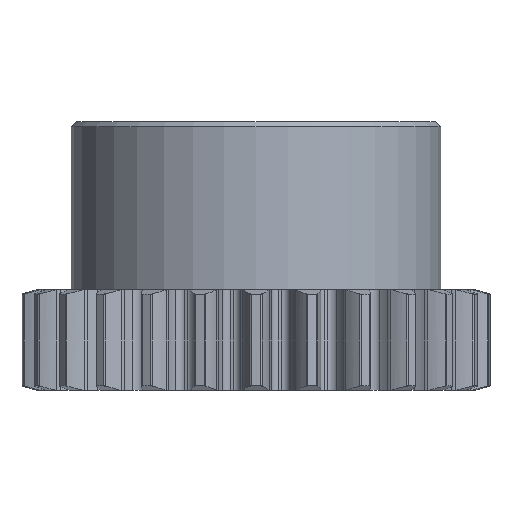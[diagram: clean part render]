
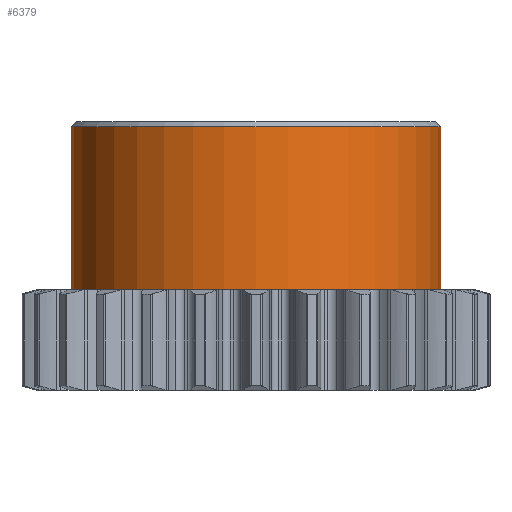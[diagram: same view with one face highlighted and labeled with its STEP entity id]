
A CAD part, front view. The second image highlights one B-rep face of the part: STEP entity #6379.
In plain terms, the highlighted cylindrical face has radius 11 mm (diameter 22 mm), a full revolution.
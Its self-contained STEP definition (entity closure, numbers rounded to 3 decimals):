
#18=B_SPLINE_CURVE_WITH_KNOTS('',3,(#9837,#9838,#9839,#9840,#9841,#9842,
#9843,#9844,#9845,#9846,#9847),.UNSPECIFIED.,.T.,.F.,(1,1,1,1,1,1,1,1,1,
1,1,1,1,1,1),(-0.005,-0.003,-0.002,
0.,0.002,0.003,0.005,0.006,
0.008,0.009,0.011,0.012,
0.014,0.015,0.017),.UNSPECIFIED.);
#242=CYLINDRICAL_SURFACE('',#6808,11.);
#626=CIRCLE('',#6809,11.);
#627=CIRCLE('',#6810,11.);
#1170=ORIENTED_EDGE('',*,*,#3200,.F.);
#1171=ORIENTED_EDGE('',*,*,#3201,.F.);
#1172=ORIENTED_EDGE('',*,*,#3202,.T.);
#3200=EDGE_CURVE('',#4221,#4221,#626,.T.);
#3201=EDGE_CURVE('',#4222,#4222,#18,.T.);
#3202=EDGE_CURVE('',#4223,#4223,#627,.T.);
#4221=VERTEX_POINT('',#9836);
#4222=VERTEX_POINT('',#9848);
#4223=VERTEX_POINT('',#9850);
#5549=EDGE_LOOP('',(#1170));
#5550=EDGE_LOOP('',(#1171));
#5551=EDGE_LOOP('',(#1172));
#5958=FACE_BOUND('',#5549,.T.);
#5959=FACE_BOUND('',#5550,.T.);
#5960=FACE_BOUND('',#5551,.T.);
#6379=ADVANCED_FACE('',(#5958,#5959,#5960),#242,.T.);
#6808=AXIS2_PLACEMENT_3D('',#9834,#7743,#7744);
#6809=AXIS2_PLACEMENT_3D('',#9835,#7745,#7746);
#6810=AXIS2_PLACEMENT_3D('',#9849,#7747,#7748);
#7743=DIRECTION('',(0.,0.,-1.));
#7744=DIRECTION('',(0.,1.,0.));
#7745=DIRECTION('',(0.,0.,-1.));
#7746=DIRECTION('',(0.,1.,0.));
#7747=DIRECTION('',(0.,0.,-1.));
#7748=DIRECTION('',(0.,1.,0.));
#9834=CARTESIAN_POINT('',(0.,0.,-500.));
#9835=CARTESIAN_POINT('',(0.,0.,6.));
#9836=CARTESIAN_POINT('',(0.,11.,6.));
#9837=CARTESIAN_POINT('',(-0.03,11.042,9.757));
#9838=CARTESIAN_POINT('',(-1.511,10.913,10.51));
#9839=CARTESIAN_POINT('',(-2.022,10.808,12.035));
#9840=CARTESIAN_POINT('',(-1.467,10.92,13.539));
#9841=CARTESIAN_POINT('',(0.028,11.042,14.242));
#9842=CARTESIAN_POINT('',(1.51,10.913,13.492));
#9843=CARTESIAN_POINT('',(2.021,10.808,11.969));
#9844=CARTESIAN_POINT('',(1.47,10.92,10.462));
#9845=CARTESIAN_POINT('',(-0.03,11.042,9.757));
#9846=CARTESIAN_POINT('',(-1.511,10.913,10.51));
#9847=CARTESIAN_POINT('',(-2.022,10.808,12.035));
#9848=CARTESIAN_POINT('',(-1.349,10.917,10.638));
#9849=CARTESIAN_POINT('',(0.,0.,15.7));
#9850=CARTESIAN_POINT('',(0.,11.,15.7));
